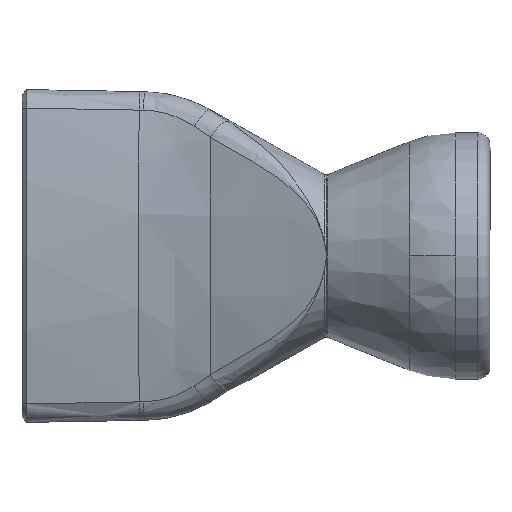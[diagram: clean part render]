
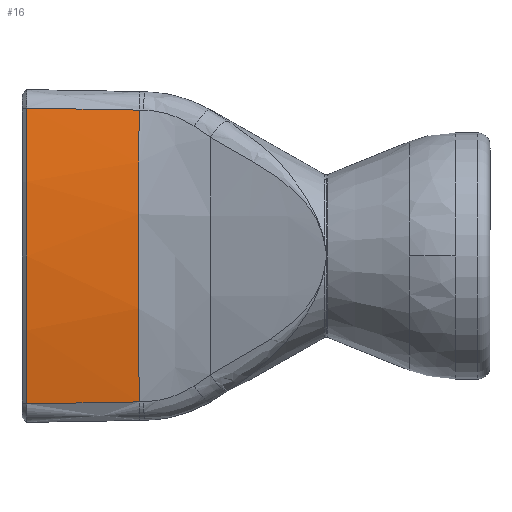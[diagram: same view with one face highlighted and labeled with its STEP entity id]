
A CAD part, left-side view. The second image highlights one B-rep face of the part: STEP entity #16.
In plain terms, the highlighted conical face has half-angle 0.5 degrees and reference radius 80.77 mm.
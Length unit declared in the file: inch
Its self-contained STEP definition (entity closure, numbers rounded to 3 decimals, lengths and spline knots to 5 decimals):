
#16 = ADVANCED_FACE ( 'NONE', ( #1404 ), #1399, .T. ) ;
#17 = EDGE_LOOP ( 'NONE', ( #21, #44, #47, #79 ) ) ;
#18 = EDGE_CURVE ( 'NONE', #19, #20, #1434, .T. ) ;
#19 = VERTEX_POINT ( 'NONE', #1433 ) ;
#20 = VERTEX_POINT ( 'NONE', #1435 ) ;
#21 = ORIENTED_EDGE ( 'NONE', *, *, #18, .T. ) ;
#42 = EDGE_CURVE ( 'NONE', #78, #19, #1843, .T. ) ;
#44 = ORIENTED_EDGE ( 'NONE', *, *, #45, .T. ) ;
#45 = EDGE_CURVE ( 'NONE', #20, #46, #1566, .T. ) ;
#46 = VERTEX_POINT ( 'NONE', #1842 ) ;
#47 = ORIENTED_EDGE ( 'NONE', *, *, #77, .T. ) ;
#77 = EDGE_CURVE ( 'NONE', #46, #78, #3074, .T. ) ;
#78 = VERTEX_POINT ( 'NONE', #3073 ) ;
#79 = ORIENTED_EDGE ( 'NONE', *, *, #42, .T. ) ;
#1395 = DIRECTION ( 'NONE',  ( 0., 0., 1. ) ) ;
#1396 = DIRECTION ( 'NONE',  ( 0., 1., 0. ) ) ;
#1397 = CARTESIAN_POINT ( 'NONE',  ( 3.03132, 1.21799, 0. ) ) ;
#1398 = AXIS2_PLACEMENT_3D ( 'NONE', #1397, #1396, #1395 ) ;
#1399 = CONICAL_SURFACE ( 'NONE', #1398, 3.17992, 0.009 ) ;
#1404 = FACE_OUTER_BOUND ( 'NONE', #17, .T. ) ;
#1428 = CARTESIAN_POINT ( 'NONE',  ( -0.09372, 1.19866, 0.58728 ) ) ;
#1429 = CARTESIAN_POINT ( 'NONE',  ( -0.0929, 1.05004, 0.58462 ) ) ;
#1430 = CARTESIAN_POINT ( 'NONE',  ( -0.09208, 0.90143, 0.58197 ) ) ;
#1431 = CARTESIAN_POINT ( 'NONE',  ( -0.09125, 0.75281, 0.57931 ) ) ;
#1433 = CARTESIAN_POINT ( 'NONE',  ( -0.09125, 0.75281, 0.57931 ) ) ;
#1434 = B_SPLINE_CURVE_WITH_KNOTS ( 'NONE', 3,
 ( #1431, #1430, #1429, #1428 ),
 .UNSPECIFIED., .F., .F.,
 ( 4, 4 ),
 ( 0., 0.01133 ),
 .UNSPECIFIED. ) ;
#1435 = CARTESIAN_POINT ( 'NONE',  ( -0.09372, 1.19866, 0.58728 ) ) ;
#1501 = CARTESIAN_POINT ( 'NONE',  ( -0.09125, 0.75281, -0.57931 ) ) ;
#1502 = CARTESIAN_POINT ( 'NONE',  ( -0.10898, 0.75358, -0.48378 ) ) ;
#1553 = CARTESIAN_POINT ( 'NONE',  ( -0.09125, 0.75281, 0.57931 ) ) ;
#1554 = CARTESIAN_POINT ( 'NONE',  ( -0.10012, 0.7532, 0.53151 ) ) ;
#1555 = CARTESIAN_POINT ( 'NONE',  ( -0.1079, 0.75354, 0.4835 ) ) ;
#1556 = CARTESIAN_POINT ( 'NONE',  ( -0.12121, 0.75411, 0.38737 ) ) ;
#1557 = CARTESIAN_POINT ( 'NONE',  ( -0.12675, 0.75435, 0.33921 ) ) ;
#1558 = CARTESIAN_POINT ( 'NONE',  ( -0.14008, 0.75493, 0.19445 ) ) ;
#1559 = CARTESIAN_POINT ( 'NONE',  ( -0.14454, 0.75512, 0.09758 ) ) ;
#1560 = CARTESIAN_POINT ( 'NONE',  ( -0.14457, 0.75512, -0.0969 ) ) ;
#1561 = CARTESIAN_POINT ( 'NONE',  ( -0.14012, 0.75493, -0.19391 ) ) ;
#1562 = CARTESIAN_POINT ( 'NONE',  ( -0.12232, 0.75416, -0.38747 ) ) ;
#1563 = DIRECTION ( 'NONE',  ( 0., -1., 0. ) ) ;
#1564 = CARTESIAN_POINT ( 'NONE',  ( 3.03132, 1.19866, 0. ) ) ;
#1565 = AXIS2_PLACEMENT_3D ( 'NONE', #1564, #1563, #1767 ) ;
#1566 = CIRCLE ( 'NONE', #1565, 3.17975 ) ;
#1767 = DIRECTION ( 'NONE',  ( 0., 0., 1. ) ) ;
#1842 = CARTESIAN_POINT ( 'NONE',  ( -0.09372, 1.19866, -0.58728 ) ) ;
#1843 = B_SPLINE_CURVE_WITH_KNOTS ( 'NONE', 3,
 ( #1501, #1502, #1562, #1561, #1560, #1559, #1558, #1557, #1556, #1555, #1554, #1553 ),
 .UNSPECIFIED., .F., .F.,
 ( 4, 2, 2, 2, 2, 4 ),
 ( 0.00179, 0.00919, 0.01659, 0.02399, 0.02769, 0.03139 ),
 .UNSPECIFIED. ) ;
#3069 = CARTESIAN_POINT ( 'NONE',  ( -0.09125, 0.75281, -0.57931 ) ) ;
#3070 = CARTESIAN_POINT ( 'NONE',  ( -0.09208, 0.90143, -0.58197 ) ) ;
#3071 = CARTESIAN_POINT ( 'NONE',  ( -0.0929, 1.05004, -0.58462 ) ) ;
#3072 = CARTESIAN_POINT ( 'NONE',  ( -0.09372, 1.19866, -0.58728 ) ) ;
#3073 = CARTESIAN_POINT ( 'NONE',  ( -0.09125, 0.75281, -0.57931 ) ) ;
#3074 = B_SPLINE_CURVE_WITH_KNOTS ( 'NONE', 3,
 ( #3072, #3071, #3070, #3069 ),
 .UNSPECIFIED., .F., .F.,
 ( 4, 4 ),
 ( 0.00049, 0.01182 ),
 .UNSPECIFIED. ) ;
